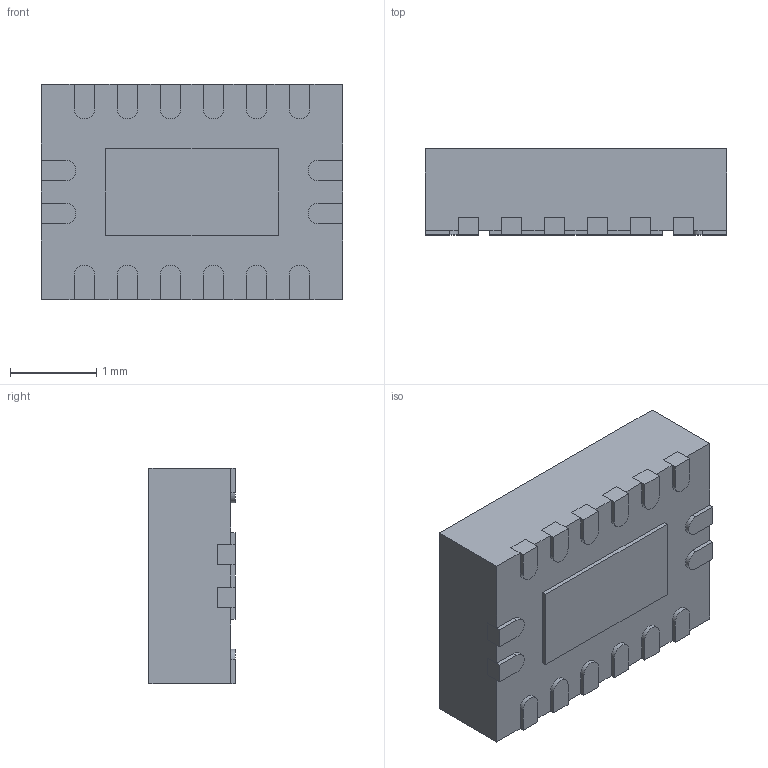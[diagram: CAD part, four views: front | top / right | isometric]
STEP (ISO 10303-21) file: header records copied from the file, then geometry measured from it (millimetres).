
FILE_DESCRIPTION (( 'STEP AP214' ), '1' );
FILE_NAME ('74HC238BQ,115.STEP', '2021-11-12T21:10:39', ( '' ), ( '' ), 'SwSTEP 2.0', 'SolidWorks 2017', '' );
FILE_SCHEMA (( 'AUTOMOTIVE_DESIGN' ));
Length unit declared in the file: millimetre
Products named in the file (1): 74HC238BQ,115
Bounding box: 3.5 x 1 x 2.5 mm (x, y, z)
Volume: 8.5 mm3; surface area: 41.5 mm2
Topology: 18 solids, 18 shells, 184 faces, 444 edges, 296 vertices
Faces by surface type: plane 140, cylinder 44
Entity records: 5523 total; most frequent: CARTESIAN_POINT 925, DIRECTION 902, ORIENTED_EDGE 888, EDGE_CURVE 444, LINE 356, VECTOR 356, VERTEX_POINT 296, AXIS2_PLACEMENT_3D 273
